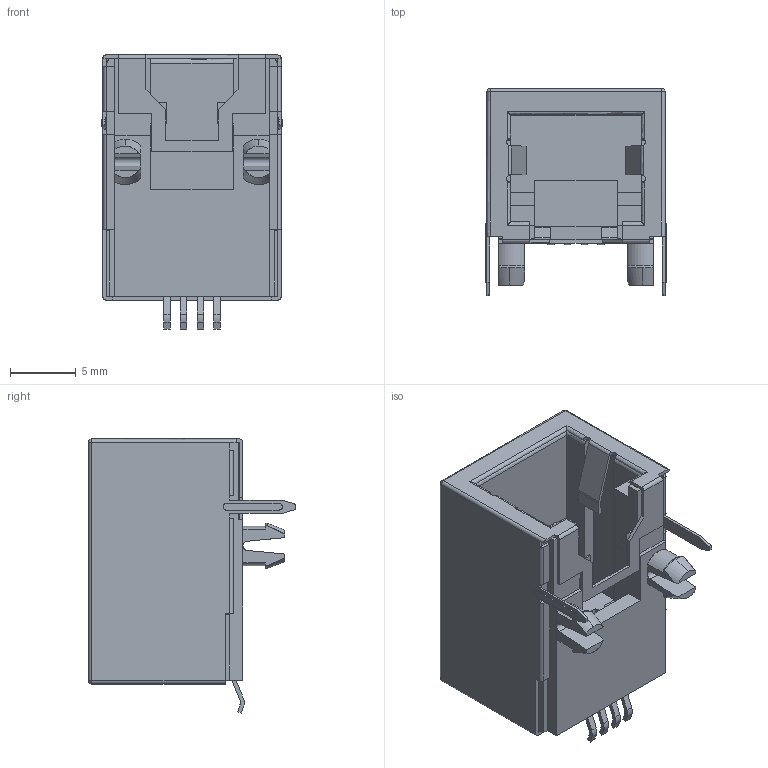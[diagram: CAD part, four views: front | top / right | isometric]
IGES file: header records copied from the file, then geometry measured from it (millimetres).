
Start section: SolidWorks IGES file using analytic representation for surfaces
Global section: file name: GMX-SMT2-S-64_rA4.IGS; native system: SolidWorks 2012; preprocessor: SolidWorks 2012; author: Daniel; date: 140212.112348; units: millimetre
Bounding box: 13.76 x 15.75 x 20.85 mm (x, y, z)
Surface area: 3052.9 mm2 (no closed solid volume)
Topology: 0 solids, 0 shells, 289 faces, 2966 edges, 3772 vertices
Faces by surface type: bspline 208, revolution 81
